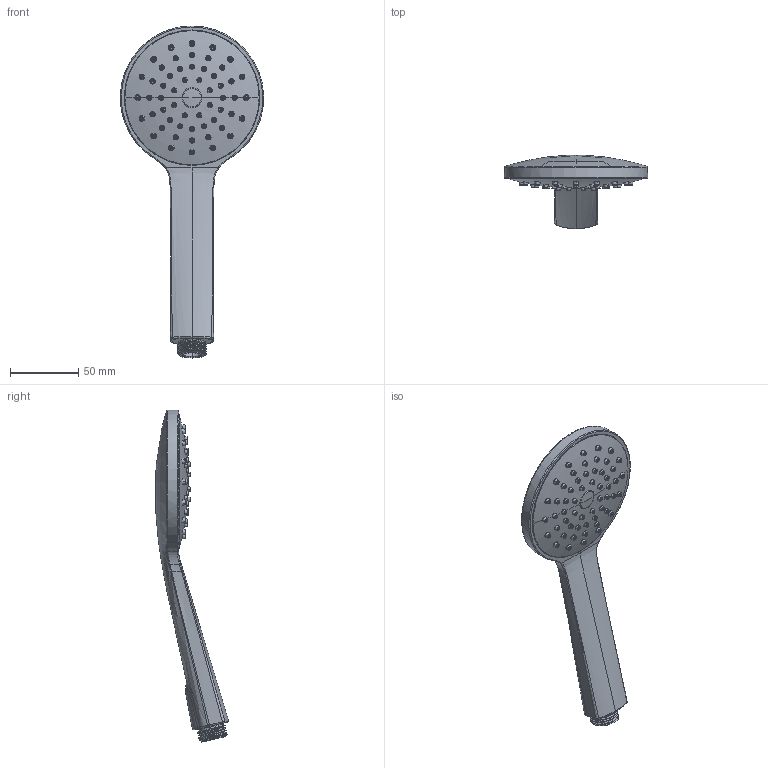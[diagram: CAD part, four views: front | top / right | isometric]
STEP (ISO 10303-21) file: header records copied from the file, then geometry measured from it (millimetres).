
FILE_DESCRIPTION((''),'2;1');
FILE_NAME('ZDOC105CR','2021-05-05T08:50:00',('ut3'),('PAFFONI SpA'),'CREO PARAMETRIC BY PTC INC, 2020044','CREO PARAMETRIC BY PTC INC, 2020044','');
FILE_SCHEMA(('CONFIG_CONTROL_DESIGN','SHAPE_APPEARANCE_LAYERS_GROUPS'));
Products named in the file (1): ZDOC105CR
Bounding box: 104.93 x 53.36 x 242.89 mm (x, y, z)
Volume: 92797.6 mm3; surface area: 89181.9 mm2
Topology: 1 solids, 2 shells, 2505 faces, 6658 edges, 4289 vertices
Faces by surface type: plane 1072, bspline 593, cone 475, cylinder 173, revolution 112, torus 76, extrusion 2, sphere 2
Entity records: 157606 total; most frequent: CARTESIAN_POINT 86382, ORIENTED_EDGE 13306, DIRECTION 7219, EDGE_CURVE 6653, VERTEX_POINT 4289, B_SPLINE_CURVE_WITH_KNOTS 4130, EDGE_LOOP 2888, AXIS2_PLACEMENT_3D 2669
